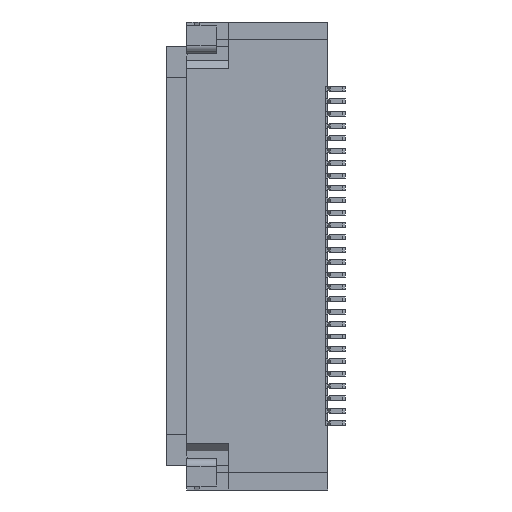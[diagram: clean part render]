
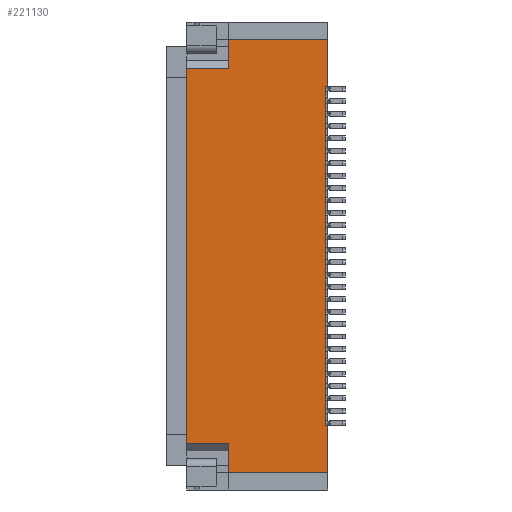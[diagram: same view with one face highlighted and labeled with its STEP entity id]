
A CAD part, front view. The second image highlights one B-rep face of the part: STEP entity #221130.
In plain terms, the highlighted planar face has unit normal (0, -1, 0).
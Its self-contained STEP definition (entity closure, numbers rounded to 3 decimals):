
#15770=CARTESIAN_POINT('',(60.,0.,-12.905));
#15780=VERTEX_POINT('',#15770);
#16590=CARTESIAN_POINT('',(60.,0.,2.245));
#16600=VERTEX_POINT('',#16590);
#16630=CARTESIAN_POINT('',(60.,0.,-0.975));
#16640=DIRECTION('',(0.,0.,-1.));
#16650=VECTOR('',#16640,1.);
#16660=LINE('',#16630,#16650);
#16670=EDGE_CURVE('',#16600,#15780,#16660,.T.);
#132130=CARTESIAN_POINT('',(65.7,0.,-14.085));
#132140=VERTEX_POINT('',#132130);
#132170=CARTESIAN_POINT('',(65.7,0.,-12.505));
#132180=DIRECTION('',(0.,0.,1.));
#132190=VECTOR('',#132180,1.);
#132200=LINE('',#132170,#132190);
#132210=CARTESIAN_POINT('',(65.7,0.,-12.185));
#132220=VERTEX_POINT('',#132210);
#132230=EDGE_CURVE('',#132140,#132220,#132200,.T.);
#132450=CARTESIAN_POINT('',(65.7,0.,1.525));
#132460=VERTEX_POINT('',#132450);
#132490=CARTESIAN_POINT('',(65.7,0.,1.845));
#132500=DIRECTION('',(0.,0.,-1.));
#132510=VECTOR('',#132500,1.);
#132520=LINE('',#132490,#132510);
#132530=CARTESIAN_POINT('',(65.7,0.,3.425));
#132540=VERTEX_POINT('',#132530);
#132550=EDGE_CURVE('',#132540,#132460,#132520,.T.);
#162660=CARTESIAN_POINT('',(65.6,0.,1.525));
#162670=VERTEX_POINT('',#162660);
#162700=CARTESIAN_POINT('',(60.,0.,1.525));
#162710=DIRECTION('',(1.,0.,0.));
#162720=VECTOR('',#162710,1.);
#162730=LINE('',#162700,#162720);
#162740=EDGE_CURVE('',#162670,#132460,#162730,.T.);
#201750=CARTESIAN_POINT('',(61.7,0.,3.425));
#201760=VERTEX_POINT('',#201750);
#201810=CARTESIAN_POINT('',(60.,0.,3.425));
#201820=DIRECTION('',(-1.,0.,0.));
#201830=VECTOR('',#201820,1.);
#201840=LINE('',#201810,#201830);
#201850=EDGE_CURVE('',#132540,#201760,#201840,.T.);
#220510=CARTESIAN_POINT('',(60.,0.,-21.975));
#220520=DIRECTION('',(0.,-1.,0.));
#220530=DIRECTION('',(1.,0.,0.));
#220540=AXIS2_PLACEMENT_3D('',#220510,#220520,#220530);
#220550=PLANE('',#220540);
#220560=CARTESIAN_POINT('',(60.,0.,-12.185));
#220570=DIRECTION('',(1.,0.,0.));
#220580=VECTOR('',#220570,1.);
#220590=LINE('',#220560,#220580);
#220600=CARTESIAN_POINT('',(65.6,0.,-12.185));
#220610=VERTEX_POINT('',#220600);
#220620=EDGE_CURVE('',#220610,#132220,#220590,.T.);
#220630=ORIENTED_EDGE('',*,*,#220620,.F.);
#220640=ORIENTED_EDGE('',*,*,#132230,.T.);
#220650=CARTESIAN_POINT('',(60.,0.,-14.085));
#220660=DIRECTION('',(-1.,0.,0.));
#220670=VECTOR('',#220660,1.);
#220680=LINE('',#220650,#220670);
#220690=CARTESIAN_POINT('',(61.7,0.,-14.085));
#220700=VERTEX_POINT('',#220690);
#220710=EDGE_CURVE('',#132140,#220700,#220680,.T.);
#220720=ORIENTED_EDGE('',*,*,#220710,.F.);
#220730=CARTESIAN_POINT('',(61.7,0.,0.315)
);
#220740=DIRECTION('',(0.,0.,1.));
#220750=VECTOR('',#220740,1.);
#220760=LINE('',#220730,#220750);
#220770=CARTESIAN_POINT('',(61.7,0.,-12.905));
#220780=VERTEX_POINT('',#220770);
#220790=EDGE_CURVE('',#220700,#220780,#220760,.T.);
#220800=ORIENTED_EDGE('',*,*,#220790,.F.);
#220810=CARTESIAN_POINT('',(60.,0.,-12.905));
#220820=DIRECTION('',(-1.,0.,0.));
#220830=VECTOR('',#220820,1.);
#220840=LINE('',#220810,#220830);
#220850=EDGE_CURVE('',#220780,#15780,#220840,.T.);
#220860=ORIENTED_EDGE('',*,*,#220850,.F.);
#220870=ORIENTED_EDGE('',*,*,#16670,.T.);
#220880=CARTESIAN_POINT('',(60.,0.,2.245));
#220890=DIRECTION('',(-1.,0.,0.));
#220900=VECTOR('',#220890,1.);
#220910=LINE('',#220880,#220900);
#220920=CARTESIAN_POINT('',(61.7,0.,2.245));
#220930=VERTEX_POINT('',#220920);
#220940=EDGE_CURVE('',#220930,#16600,#220910,.T.);
#220950=ORIENTED_EDGE('',*,*,#220940,.T.);
#220960=CARTESIAN_POINT('',(61.7,0.,-10.975));
#220970=DIRECTION('',(0.,0.,-1.));
#220980=VECTOR('',#220970,1.);
#220990=LINE('',#220960,#220980);
#221000=EDGE_CURVE('',#201760,#220930,#220990,.T.);
#221010=ORIENTED_EDGE('',*,*,#221000,.T.);
#221020=ORIENTED_EDGE('',*,*,#201850,.T.);
#221030=ORIENTED_EDGE('',*,*,#132550,.F.);
#221040=ORIENTED_EDGE('',*,*,#162740,.T.);
#221050=CARTESIAN_POINT('',(65.6,0.,-12.975));
#221060=DIRECTION('',(0.,0.,-1.));
#221070=VECTOR('',#221060,1.);
#221080=LINE('',#221050,#221070);
#221090=EDGE_CURVE('',#162670,#220610,#221080,.T.);
#221100=ORIENTED_EDGE('',*,*,#221090,.F.);
#221110=EDGE_LOOP('',(#221100,#221040,#221030,#221020,#221010,#220950,
#220870,#220860,#220800,#220720,#220640,#220630));
#221120=FACE_OUTER_BOUND('',#221110,.T.);
#221130=ADVANCED_FACE('',(#221120),#220550,.T.);
